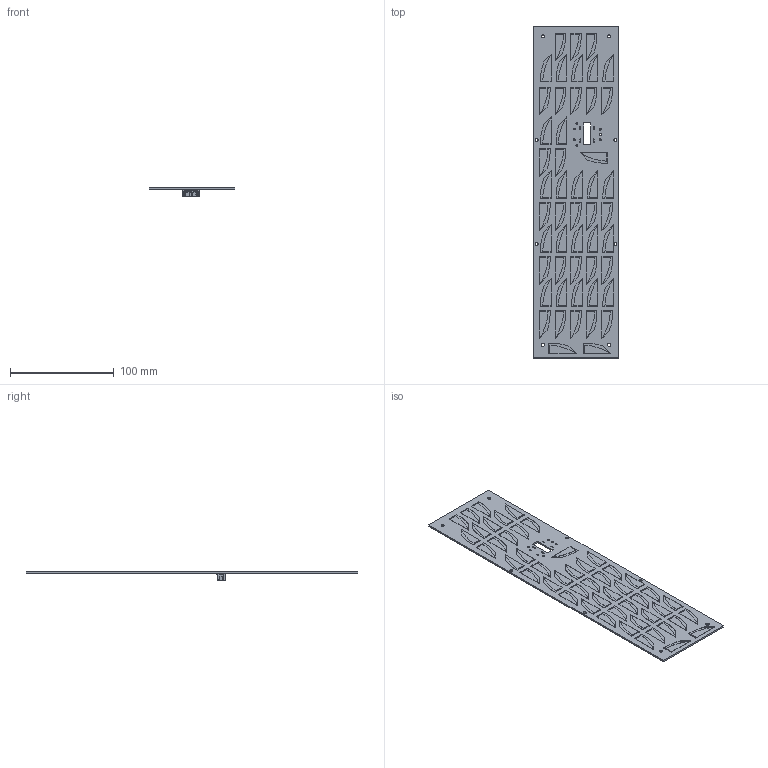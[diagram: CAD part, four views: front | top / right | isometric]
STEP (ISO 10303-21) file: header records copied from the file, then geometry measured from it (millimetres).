
FILE_DESCRIPTION(('Open CASCADE Model'),'2;1');
FILE_NAME('Open CASCADE Shape Model','2018-01-08T22:37:49',('Author'),( 'Open CASCADE'),'Open CASCADE STEP processor 6.2','Open CASCADE 6.2' ,'Unknown');
FILE_SCHEMA(('AUTOMOTIVE_DESIGN { 1 0 10303 214 1 1 1 1 }'));
Length unit declared in the file: millimetre
Products named in the file (64): PCB; Board; Connector; T2M_105_01_L_D_SM; T2M_05_L_D_SM_body; T2M_05_L_D_SM_pins; 1; OneWing; Onecell; terminalpoint; SolarCellRegion; Overhead; 2; 3; 4; 5; 6; 7; 8; 9; 10; 11; 12; 13; 14; 15; 16; 17; 18; 19; 20; 21; 22; 23; 24; 25; 26; 27; 28; 29 ...
Assembly tree (112 placements, depth 5):
  PCB
    Board
    Connector
      T2M_105_01_L_D_SM
        T2M_05_L_D_SM_body
        T2M_05_L_D_SM_pins
    1
      OneWing
        Onecell
          terminalpoint
          SolarCellRegion
          Overhead
    2
      OneWing
        Onecell
          terminalpoint
          SolarCellRegion
          Overhead
    3
      OneWing
        Onecell
          terminalpoint
          SolarCellRegion
          Overhead
    4
      OneWing
        Onecell
          terminalpoint
          SolarCellRegion
          Overhead
    5
      OneWing
        Onecell
          terminalpoint
          SolarCellRegion
          Overhead
    6
      OneWing
        Onecell
          terminalpoint
          SolarCellRegion
          Overhead
    7
      OneWing
        Onecell
          terminalpoint
          SolarCellRegion
          Overhead
    8
      OneWing
        Onecell
          terminalpoint
          SolarCellRegion
          Overhead
    9
      OneWing
        Onecell
          terminalpoint
          SolarCellRegion
          Overhead
Bounding box: 82 x 320 x 8.32 mm (x, y, z)
Volume: 43252.4 mm3; surface area: 75757.2 mm2
Topology: 154 solids, 154 shells, 1355 faces, 3102 edges, 2054 vertices
Faces by surface type: plane 1104, cylinder 251
Full cylindrical faces by diameter (mm): 1 x8, 1.8 x7, 3 x8
Entity records: 27416 total; most frequent: CARTESIAN_POINT 4990, DIRECTION 4012, LINE 2784, VECTOR 2784, ORIENTED_EDGE 2088, PCURVE 2088, DEFINITIONAL_REPRESENTATION 2088, EDGE_CURVE 1044
